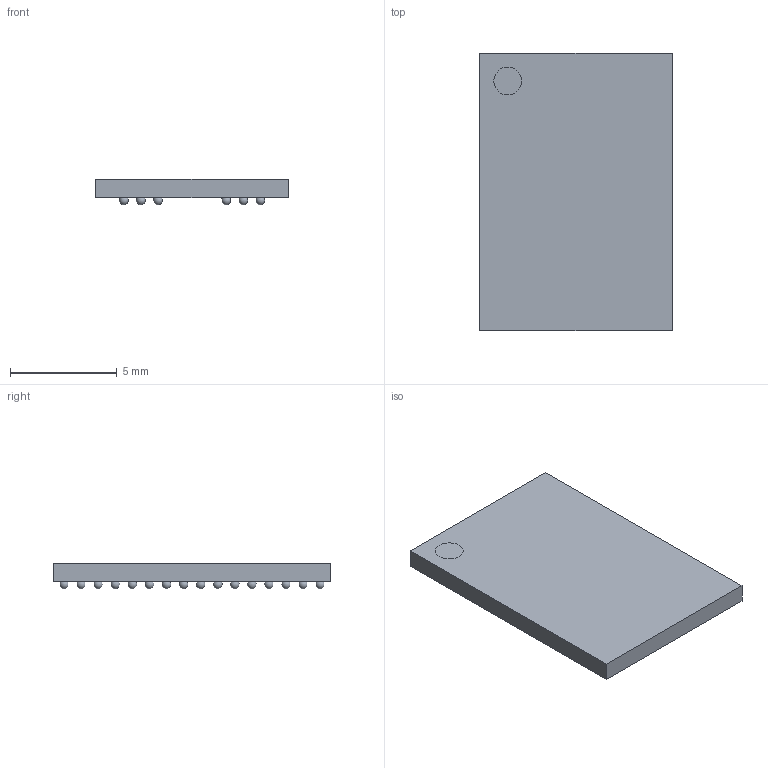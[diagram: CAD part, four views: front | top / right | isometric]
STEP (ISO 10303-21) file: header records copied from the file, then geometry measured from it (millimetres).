
FILE_DESCRIPTION(/* description */ ('model of BGA-96_9.0x13.0mm_Layout2x3x16_P0.8mm'),/* implementation_level */ '2;1');
FILE_NAME(/* name */ 'BGA-96_9.0x13.0mm_Layout2x3x16_P0.8mm.step',/* time_stamp */ '1970-01-01T00:00:00',/* author */ ('KiCAD','kicad'),/* organization */ ('OCCT'),/* preprocessor_version */ '',/* originating_system */ 'KiCAD',/* authorisation */ '');
FILE_SCHEMA(('AUTOMOTIVE_DESIGN { 1 0 10303 214 1 1 1 1 }'));
Length unit declared in the file: millimetre
Products named in the file (1): BGA-96_9.0x13.0mm_Layout2x3x16_P0.8mm
Bounding box: 9 x 13 x 1.21 mm (x, y, z)
Volume: 106.2 mm3; surface area: 305.6 mm2
Topology: 1 solids, 1 shells, 104 faces, 303 edges, 202 vertices
Faces by surface type: sphere 96, plane 7, cylinder 1
Full cylindrical faces by diameter (mm): 1.3 x1
Entity records: 2484 total; most frequent: CARTESIAN_POINT 397, ORIENTED_EDGE 311, AXIS2_PLACEMENT_3D 298, EDGE_CURVE 207, VERTEX_POINT 202, FACE_BOUND 201, EDGE_LOOP 201, CIRCLE 194
